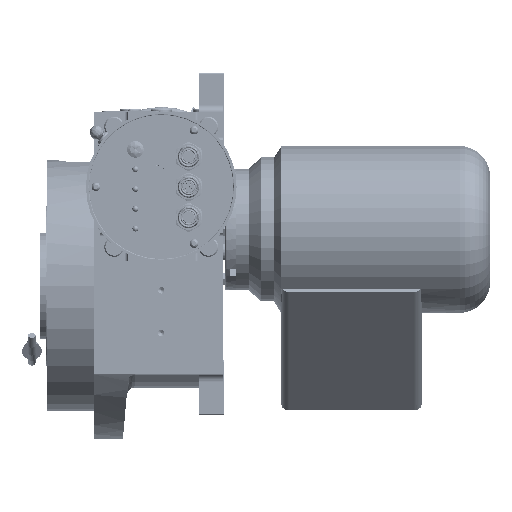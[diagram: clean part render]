
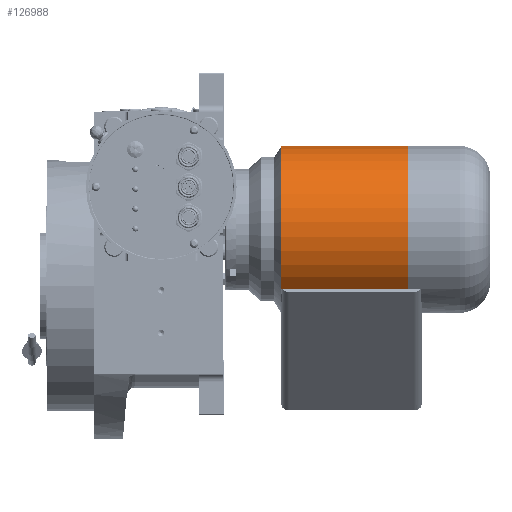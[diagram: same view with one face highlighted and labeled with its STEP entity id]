
A CAD part, left-side view. The second image highlights one B-rep face of the part: STEP entity #126988.
In plain terms, the highlighted cylindrical face has radius 55 mm (diameter 110 mm), a partial arc.
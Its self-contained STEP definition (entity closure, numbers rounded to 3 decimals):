
#2065 = CARTESIAN_POINT ( 'NONE',  ( 0., 132.9, -55. ) ) ;
#5572 = ORIENTED_EDGE ( 'NONE', *, *, #66772, .F. ) ;
#26272 = VERTEX_POINT ( 'NONE', #2065 ) ;
#31399 = LINE ( 'NONE', #32289, #155206 ) ;
#32289 = CARTESIAN_POINT ( 'NONE',  ( 0., -60., 55. ) ) ;
#39583 = ORIENTED_EDGE ( 'NONE', *, *, #108442, .F. ) ;
#44069 = CARTESIAN_POINT ( 'NONE',  ( 0., 50., -55. ) ) ;
#49258 = EDGE_LOOP ( 'NONE', ( #39583, #61721, #122421, #53660, #5572 ) ) ;
#49692 = CIRCLE ( 'NONE', #86950, 55. ) ;
#50081 = CARTESIAN_POINT ( 'NONE',  ( 0., -60., -55. ) ) ;
#52140 = DIRECTION ( 'NONE',  ( 0., -1., 0. ) ) ;
#53660 = ORIENTED_EDGE ( 'NONE', *, *, #131900, .T. ) ;
#54031 = AXIS2_PLACEMENT_3D ( 'NONE', #171425, #145306, #61758 ) ;
#61721 = ORIENTED_EDGE ( 'NONE', *, *, #160774, .T. ) ;
#61758 = DIRECTION ( 'NONE',  ( 0., 0., -1. ) ) ;
#65036 = CARTESIAN_POINT ( 'NONE',  ( 0., -60., 55. ) ) ;
#66474 = CARTESIAN_POINT ( 'NONE',  ( 0., 50., 55. ) ) ;
#66772 = EDGE_CURVE ( 'NONE', #70006, #107271, #49692, .T. ) ;
#70006 = VERTEX_POINT ( 'NONE', #66474 ) ;
#73274 = CARTESIAN_POINT ( 'NONE',  ( 0., 50.417, 55. ) ) ;
#77436 = AXIS2_PLACEMENT_3D ( 'NONE', #132168, #52140, #93508 ) ;
#86950 = AXIS2_PLACEMENT_3D ( 'NONE', #174805, #135217, #91267 ) ;
#90536 = FACE_OUTER_BOUND ( 'NONE', #49258, .T. ) ;
#91267 = DIRECTION ( 'NONE',  ( 0., 0., -1. ) ) ;
#93508 = DIRECTION ( 'NONE',  ( 0., 0., -1. ) ) ;
#102440 = DIRECTION ( 'NONE',  ( 0., -1., 0. ) ) ;
#105551 = DIRECTION ( 'NONE',  ( 0., 1., 0. ) ) ;
#106722 = CYLINDRICAL_SURFACE ( 'NONE', #54031, 55. ) ;
#107271 = VERTEX_POINT ( 'NONE', #44069 ) ;
#108442 = EDGE_CURVE ( 'NONE', #171950, #70006, #31399, .T. ) ;
#120561 = CIRCLE ( 'NONE', #77436, 55. ) ;
#122421 = ORIENTED_EDGE ( 'NONE', *, *, #148049, .T. ) ;
#126988 = ADVANCED_FACE ( 'NONE', ( #90536 ), #106722, .T. ) ;
#127721 = CARTESIAN_POINT ( 'NONE',  ( 0., 132.9, 55. ) ) ;
#131900 = EDGE_CURVE ( 'NONE', #26272, #107271, #173241, .T. ) ;
#132168 = CARTESIAN_POINT ( 'NONE',  ( 0., 132.9, 0. ) ) ;
#135217 = DIRECTION ( 'NONE',  ( 0., -1., 0. ) ) ;
#145306 = DIRECTION ( 'NONE',  ( 0., -1., 0. ) ) ;
#146967 = VECTOR ( 'NONE', #105551, 1000. ) ;
#148049 = EDGE_CURVE ( 'NONE', #173473, #26272, #120561, .T. ) ;
#155206 = VECTOR ( 'NONE', #102440, 1000. ) ;
#159447 = LINE ( 'NONE', #65036, #146967 ) ;
#160774 = EDGE_CURVE ( 'NONE', #171950, #173473, #159447, .T. ) ;
#171425 = CARTESIAN_POINT ( 'NONE',  ( 0., -60., 0. ) ) ;
#171950 = VERTEX_POINT ( 'NONE', #73274 ) ;
#173241 = LINE ( 'NONE', #50081, #175400 ) ;
#173473 = VERTEX_POINT ( 'NONE', #127721 ) ;
#174805 = CARTESIAN_POINT ( 'NONE',  ( 0., 50., 0. ) ) ;
#175400 = VECTOR ( 'NONE', #176749, 1000. ) ;
#176749 = DIRECTION ( 'NONE',  ( 0., -1., 0. ) ) ;
